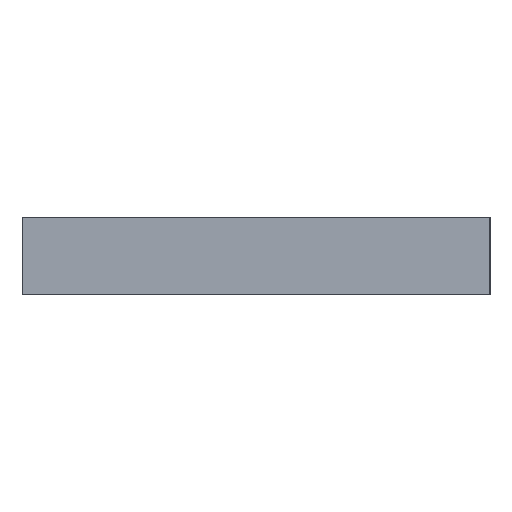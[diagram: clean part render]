
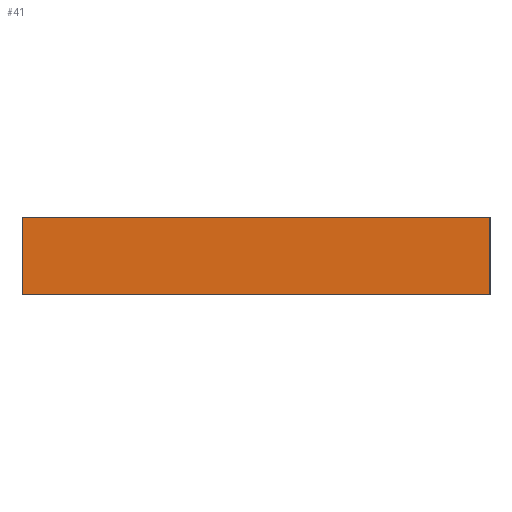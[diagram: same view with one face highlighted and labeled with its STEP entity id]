
A CAD part, left-side view. The second image highlights one B-rep face of the part: STEP entity #41.
In plain terms, the highlighted planar face has unit normal (-1, 0, 0).
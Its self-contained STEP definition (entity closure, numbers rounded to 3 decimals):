
#41 = ADVANCED_FACE( '', ( #85 ), #86, .T. );
#85 = FACE_OUTER_BOUND( '', #128, .T. );
#86 = PLANE( '', #129 );
#128 = EDGE_LOOP( '', ( #179, #180, #181, #182 ) );
#129 = AXIS2_PLACEMENT_3D( '', #183, #184, #185 );
#179 = ORIENTED_EDGE( '', *, *, #236, .F. );
#180 = ORIENTED_EDGE( '', *, *, #237, .F. );
#181 = ORIENTED_EDGE( '', *, *, #226, .T. );
#182 = ORIENTED_EDGE( '', *, *, #233, .T. );
#183 = CARTESIAN_POINT( '', ( 0., 9.55, 1.588 ) );
#184 = DIRECTION( '', ( -1., 0., 0. ) );
#185 = DIRECTION( '', ( 0., 0., 1. ) );
#226 = EDGE_CURVE( '', #253, #257, #259, .T. );
#233 = EDGE_CURVE( '', #257, #268, #271, .T. );
#236 = EDGE_CURVE( '', #274, #268, #275, .T. );
#237 = EDGE_CURVE( '', #253, #274, #276, .T. );
#253 = VERTEX_POINT( '', #294 );
#257 = VERTEX_POINT( '', #300 );
#259 = LINE( '', #303, #304 );
#268 = VERTEX_POINT( '', #313 );
#271 = LINE( '', #317, #318 );
#274 = VERTEX_POINT( '', #322 );
#275 = LINE( '', #323, #324 );
#276 = LINE( '', #325, #326 );
#294 = CARTESIAN_POINT( '', ( 0., 9.55, 1.588 ) );
#300 = CARTESIAN_POINT( '', ( 0., 9.55, 0. ) );
#303 = CARTESIAN_POINT( '', ( 0., 9.55, 1.588 ) );
#304 = VECTOR( '', #349, 1000. );
#313 = CARTESIAN_POINT( '', ( 0., 0., 0. ) );
#317 = CARTESIAN_POINT( '', ( 0., 9.55, 0. ) );
#318 = VECTOR( '', #360, 1000. );
#322 = CARTESIAN_POINT( '', ( 0., 0., 1.588 ) );
#323 = CARTESIAN_POINT( '', ( 0., 0., 1.588 ) );
#324 = VECTOR( '', #362, 1000. );
#325 = CARTESIAN_POINT( '', ( 0., 9.55, 1.588 ) );
#326 = VECTOR( '', #363, 1000. );
#349 = DIRECTION( '', ( 0., 0., -1. ) );
#360 = DIRECTION( '', ( 0., -1., 0. ) );
#362 = DIRECTION( '', ( 0., 0., -1. ) );
#363 = DIRECTION( '', ( 0., -1., 0. ) );
